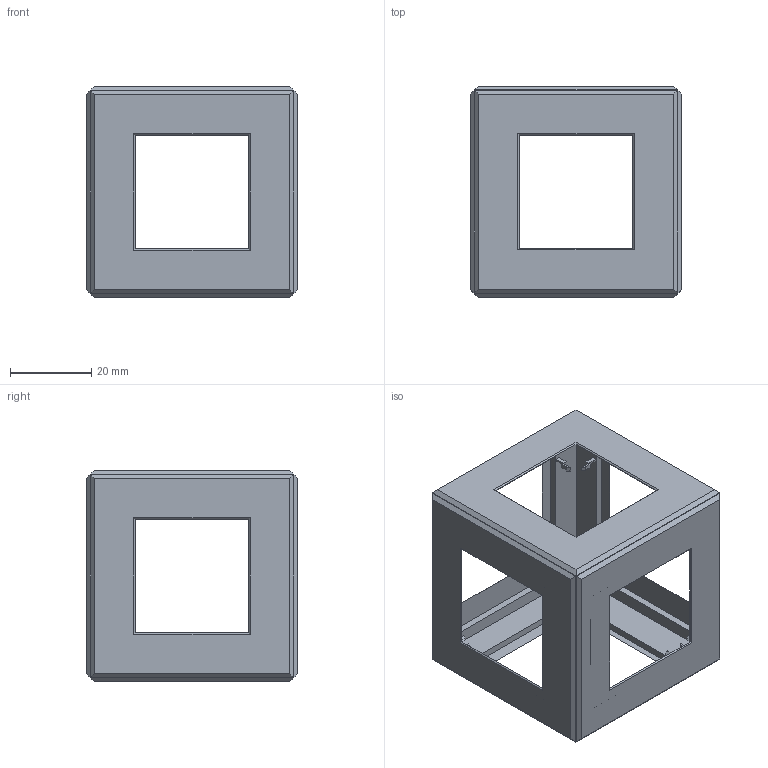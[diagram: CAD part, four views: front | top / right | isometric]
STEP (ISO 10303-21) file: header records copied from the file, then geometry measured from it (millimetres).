
FILE_DESCRIPTION(('FreeCAD Model'),'2;1');
FILE_NAME('Open CASCADE Shape Model','2021-09-23T18:35:36',('Author'),( ''),'Open CASCADE STEP processor 7.4','FreeCAD','Unknown');
FILE_SCHEMA(('AUTOMOTIVE_DESIGN { 1 0 10303 214 1 1 1 1 }'));
Length unit declared in the file: millimetre
Products named in the file (7): Walls; Bottom; Front; Left; Top; Rear; Right
Assembly tree (6 placements, depth 2):
  Walls
    Bottom
    Front
    Left
    Top
    Rear
    Right
Bounding box: 52.1 x 52.1 x 52.1 mm (x, y, z)
Volume: 14953 mm3; surface area: 24192.3 mm2
Topology: 70 solids, 70 shells, 602 faces, 1296 edges, 848 vertices
Faces by surface type: plane 578, cylinder 24
Full cylindrical faces by diameter (mm): 3.1 x8
Entity records: 33530 total; most frequent: CARTESIAN_POINT 5537, DIRECTION 5122, LINE 3792, VECTOR 3792, ORIENTED_EDGE 2592, PCURVE 2592, DEFINITIONAL_REPRESENTATION 2592, EDGE_CURVE 1296
